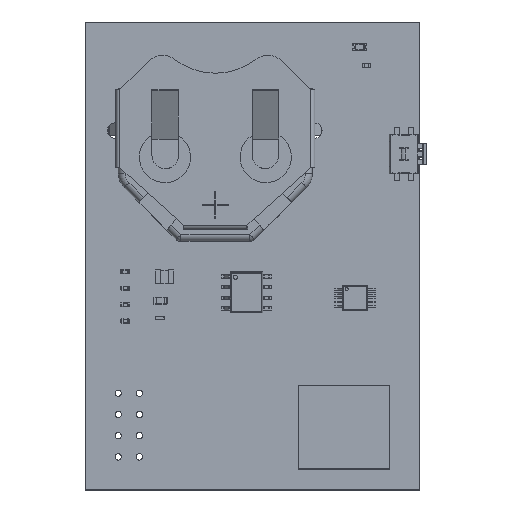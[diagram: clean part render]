
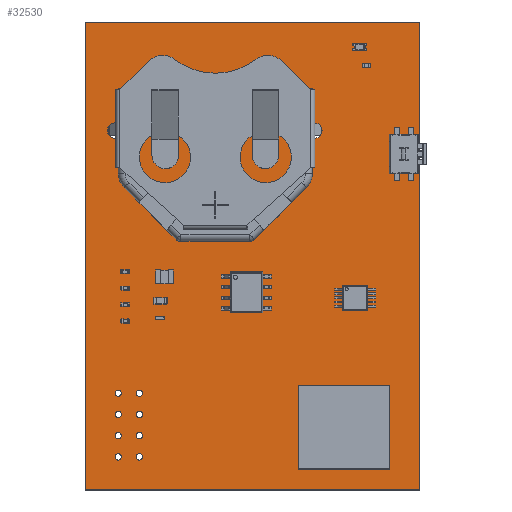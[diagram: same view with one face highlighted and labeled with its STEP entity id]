
A CAD part, top view. The second image highlights one B-rep face of the part: STEP entity #32530.
In plain terms, the highlighted planar face has unit normal (0, 0, 1).
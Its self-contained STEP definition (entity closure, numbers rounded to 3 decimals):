
#32264 = VERTEX_POINT('',#32265);
#32265 = CARTESIAN_POINT('',(251.,-121.,1.6));
#32271 = EDGE_CURVE('',#32264,#32272,#32274,.T.);
#32272 = VERTEX_POINT('',#32273);
#32273 = CARTESIAN_POINT('',(211.,-121.,1.6));
#32274 = LINE('',#32275,#32276);
#32275 = CARTESIAN_POINT('',(251.,-121.,1.6));
#32276 = VECTOR('',#32277,1.);
#32277 = DIRECTION('',(-1.,0.,0.));
#32304 = VERTEX_POINT('',#32305);
#32305 = CARTESIAN_POINT('',(251.,-65.,1.6));
#32311 = EDGE_CURVE('',#32304,#32264,#32312,.T.);
#32312 = LINE('',#32313,#32314);
#32313 = CARTESIAN_POINT('',(251.,-65.,1.6));
#32314 = VECTOR('',#32315,1.);
#32315 = DIRECTION('',(0.,-1.,0.));
#32333 = EDGE_CURVE('',#32272,#32334,#32336,.T.);
#32334 = VERTEX_POINT('',#32335);
#32335 = CARTESIAN_POINT('',(211.,-65.,1.6));
#32336 = LINE('',#32337,#32338);
#32337 = CARTESIAN_POINT('',(211.,-121.,1.6));
#32338 = VECTOR('',#32339,1.);
#32339 = DIRECTION('',(0.,1.,0.));
#32530 = ADVANCED_FACE('',(#32531,#32542,#32553,#32564,#32575,#32586,
    #32597,#32608,#32619,#32630,#32641,#32652,#32663,#32674,#32685),
  #32696,.F.);
#32531 = FACE_BOUND('',#32532,.F.);
#32532 = EDGE_LOOP('',(#32533,#32534,#32535,#32541));
#32533 = ORIENTED_EDGE('',*,*,#32271,.T.);
#32534 = ORIENTED_EDGE('',*,*,#32333,.T.);
#32535 = ORIENTED_EDGE('',*,*,#32536,.T.);
#32536 = EDGE_CURVE('',#32334,#32304,#32537,.T.);
#32537 = LINE('',#32538,#32539);
#32538 = CARTESIAN_POINT('',(211.,-65.,1.6));
#32539 = VECTOR('',#32540,1.);
#32540 = DIRECTION('',(1.,0.,0.));
#32541 = ORIENTED_EDGE('',*,*,#32311,.T.);
#32542 = FACE_BOUND('',#32543,.F.);
#32543 = EDGE_LOOP('',(#32544));
#32544 = ORIENTED_EDGE('',*,*,#32545,.F.);
#32545 = EDGE_CURVE('',#32546,#32546,#32548,.T.);
#32546 = VERTEX_POINT('',#32547);
#32547 = CARTESIAN_POINT('',(244.84,-113.6,1.6));
#32548 = CIRCLE('',#32549,0.6);
#32549 = AXIS2_PLACEMENT_3D('',#32550,#32551,#32552);
#32550 = CARTESIAN_POINT('',(244.84,-113.,1.6));
#32551 = DIRECTION('',(-0.,0.,-1.));
#32552 = DIRECTION('',(-0.,-1.,0.));
#32553 = FACE_BOUND('',#32554,.F.);
#32554 = EDGE_LOOP('',(#32555));
#32555 = ORIENTED_EDGE('',*,*,#32556,.F.);
#32556 = EDGE_CURVE('',#32557,#32557,#32559,.T.);
#32557 = VERTEX_POINT('',#32558);
#32558 = CARTESIAN_POINT('',(239.76,-113.6,1.6));
#32559 = CIRCLE('',#32560,0.6);
#32560 = AXIS2_PLACEMENT_3D('',#32561,#32562,#32563);
#32561 = CARTESIAN_POINT('',(239.76,-113.,1.6));
#32562 = DIRECTION('',(-0.,0.,-1.));
#32563 = DIRECTION('',(-0.,-1.,0.));
#32564 = FACE_BOUND('',#32565,.F.);
#32565 = EDGE_LOOP('',(#32566));
#32566 = ORIENTED_EDGE('',*,*,#32567,.F.);
#32567 = EDGE_CURVE('',#32568,#32568,#32570,.T.);
#32568 = VERTEX_POINT('',#32569);
#32569 = CARTESIAN_POINT('',(217.5,-117.421,1.6));
#32570 = CIRCLE('',#32571,0.381);
#32571 = AXIS2_PLACEMENT_3D('',#32572,#32573,#32574);
#32572 = CARTESIAN_POINT('',(217.5,-117.04,1.6));
#32573 = DIRECTION('',(-0.,0.,-1.));
#32574 = DIRECTION('',(-0.,-1.,0.));
#32575 = FACE_BOUND('',#32576,.F.);
#32576 = EDGE_LOOP('',(#32577));
#32577 = ORIENTED_EDGE('',*,*,#32578,.F.);
#32578 = EDGE_CURVE('',#32579,#32579,#32581,.T.);
#32579 = VERTEX_POINT('',#32580);
#32580 = CARTESIAN_POINT('',(214.96,-117.421,1.6));
#32581 = CIRCLE('',#32582,0.381);
#32582 = AXIS2_PLACEMENT_3D('',#32583,#32584,#32585);
#32583 = CARTESIAN_POINT('',(214.96,-117.04,1.6));
#32584 = DIRECTION('',(-0.,0.,-1.));
#32585 = DIRECTION('',(-0.,-1.,0.));
#32586 = FACE_BOUND('',#32587,.F.);
#32587 = EDGE_LOOP('',(#32588));
#32588 = ORIENTED_EDGE('',*,*,#32589,.F.);
#32589 = EDGE_CURVE('',#32590,#32590,#32592,.T.);
#32590 = VERTEX_POINT('',#32591);
#32591 = CARTESIAN_POINT('',(217.5,-114.881,1.6));
#32592 = CIRCLE('',#32593,0.381);
#32593 = AXIS2_PLACEMENT_3D('',#32594,#32595,#32596);
#32594 = CARTESIAN_POINT('',(217.5,-114.5,1.6));
#32595 = DIRECTION('',(-0.,0.,-1.));
#32596 = DIRECTION('',(-0.,-1.,0.));
#32597 = FACE_BOUND('',#32598,.F.);
#32598 = EDGE_LOOP('',(#32599));
#32599 = ORIENTED_EDGE('',*,*,#32600,.F.);
#32600 = EDGE_CURVE('',#32601,#32601,#32603,.T.);
#32601 = VERTEX_POINT('',#32602);
#32602 = CARTESIAN_POINT('',(214.96,-114.881,1.6));
#32603 = CIRCLE('',#32604,0.381);
#32604 = AXIS2_PLACEMENT_3D('',#32605,#32606,#32607);
#32605 = CARTESIAN_POINT('',(214.96,-114.5,1.6));
#32606 = DIRECTION('',(-0.,0.,-1.));
#32607 = DIRECTION('',(-0.,-1.,0.));
#32608 = FACE_BOUND('',#32609,.F.);
#32609 = EDGE_LOOP('',(#32610));
#32610 = ORIENTED_EDGE('',*,*,#32611,.F.);
#32611 = EDGE_CURVE('',#32612,#32612,#32614,.T.);
#32612 = VERTEX_POINT('',#32613);
#32613 = CARTESIAN_POINT('',(217.5,-112.341,1.6));
#32614 = CIRCLE('',#32615,0.381);
#32615 = AXIS2_PLACEMENT_3D('',#32616,#32617,#32618);
#32616 = CARTESIAN_POINT('',(217.5,-111.96,1.6));
#32617 = DIRECTION('',(-0.,0.,-1.));
#32618 = DIRECTION('',(-0.,-1.,0.));
#32619 = FACE_BOUND('',#32620,.F.);
#32620 = EDGE_LOOP('',(#32621));
#32621 = ORIENTED_EDGE('',*,*,#32622,.F.);
#32622 = EDGE_CURVE('',#32623,#32623,#32625,.T.);
#32623 = VERTEX_POINT('',#32624);
#32624 = CARTESIAN_POINT('',(214.96,-112.341,1.6));
#32625 = CIRCLE('',#32626,0.381);
#32626 = AXIS2_PLACEMENT_3D('',#32627,#32628,#32629);
#32627 = CARTESIAN_POINT('',(214.96,-111.96,1.6));
#32628 = DIRECTION('',(-0.,0.,-1.));
#32629 = DIRECTION('',(-0.,-1.,0.));
#32630 = FACE_BOUND('',#32631,.F.);
#32631 = EDGE_LOOP('',(#32632));
#32632 = ORIENTED_EDGE('',*,*,#32633,.F.);
#32633 = EDGE_CURVE('',#32634,#32634,#32636,.T.);
#32634 = VERTEX_POINT('',#32635);
#32635 = CARTESIAN_POINT('',(217.5,-109.801,1.6));
#32636 = CIRCLE('',#32637,0.381);
#32637 = AXIS2_PLACEMENT_3D('',#32638,#32639,#32640);
#32638 = CARTESIAN_POINT('',(217.5,-109.42,1.6));
#32639 = DIRECTION('',(-0.,0.,-1.));
#32640 = DIRECTION('',(-0.,-1.,0.));
#32641 = FACE_BOUND('',#32642,.F.);
#32642 = EDGE_LOOP('',(#32643));
#32643 = ORIENTED_EDGE('',*,*,#32644,.F.);
#32644 = EDGE_CURVE('',#32645,#32645,#32647,.T.);
#32645 = VERTEX_POINT('',#32646);
#32646 = CARTESIAN_POINT('',(214.96,-109.801,1.6));
#32647 = CIRCLE('',#32648,0.381);
#32648 = AXIS2_PLACEMENT_3D('',#32649,#32650,#32651);
#32649 = CARTESIAN_POINT('',(214.96,-109.42,1.6));
#32650 = DIRECTION('',(-0.,0.,-1.));
#32651 = DIRECTION('',(-0.,-1.,0.));
#32652 = FACE_BOUND('',#32653,.F.);
#32653 = EDGE_LOOP('',(#32654));
#32654 = ORIENTED_EDGE('',*,*,#32655,.F.);
#32655 = EDGE_CURVE('',#32656,#32656,#32658,.T.);
#32656 = VERTEX_POINT('',#32657);
#32657 = CARTESIAN_POINT('',(250.525,-81.175,1.6));
#32658 = CIRCLE('',#32659,0.375);
#32659 = AXIS2_PLACEMENT_3D('',#32660,#32661,#32662);
#32660 = CARTESIAN_POINT('',(250.525,-80.8,1.6));
#32661 = DIRECTION('',(-0.,0.,-1.));
#32662 = DIRECTION('',(-0.,-1.,0.));
#32663 = FACE_BOUND('',#32664,.F.);
#32664 = EDGE_LOOP('',(#32665));
#32665 = ORIENTED_EDGE('',*,*,#32666,.F.);
#32666 = EDGE_CURVE('',#32667,#32667,#32669,.T.);
#32667 = VERTEX_POINT('',#32668);
#32668 = CARTESIAN_POINT('',(247.775,-81.175,1.6));
#32669 = CIRCLE('',#32670,0.375);
#32670 = AXIS2_PLACEMENT_3D('',#32671,#32672,#32673);
#32671 = CARTESIAN_POINT('',(247.775,-80.8,1.6));
#32672 = DIRECTION('',(-0.,0.,-1.));
#32673 = DIRECTION('',(-0.,-1.,0.));
#32674 = FACE_BOUND('',#32675,.F.);
#32675 = EDGE_LOOP('',(#32676));
#32676 = ORIENTED_EDGE('',*,*,#32677,.F.);
#32677 = EDGE_CURVE('',#32678,#32678,#32680,.T.);
#32678 = VERTEX_POINT('',#32679);
#32679 = CARTESIAN_POINT('',(238.425,-78.925,1.6));
#32680 = CIRCLE('',#32681,0.925);
#32681 = AXIS2_PLACEMENT_3D('',#32682,#32683,#32684);
#32682 = CARTESIAN_POINT('',(238.425,-78.,1.6));
#32683 = DIRECTION('',(-0.,0.,-1.));
#32684 = DIRECTION('',(-0.,-1.,0.));
#32685 = FACE_BOUND('',#32686,.F.);
#32686 = EDGE_LOOP('',(#32687));
#32687 = ORIENTED_EDGE('',*,*,#32688,.F.);
#32688 = EDGE_CURVE('',#32689,#32689,#32691,.T.);
#32689 = VERTEX_POINT('',#32690);
#32690 = CARTESIAN_POINT('',(214.575,-78.925,1.6));
#32691 = CIRCLE('',#32692,0.925);
#32692 = AXIS2_PLACEMENT_3D('',#32693,#32694,#32695);
#32693 = CARTESIAN_POINT('',(214.575,-78.,1.6));
#32694 = DIRECTION('',(-0.,0.,-1.));
#32695 = DIRECTION('',(-0.,-1.,0.));
#32696 = PLANE('',#32697);
#32697 = AXIS2_PLACEMENT_3D('',#32698,#32699,#32700);
#32698 = CARTESIAN_POINT('',(231.,-93.,1.6));
#32699 = DIRECTION('',(-0.,-0.,-1.));
#32700 = DIRECTION('',(-1.,0.,0.));
